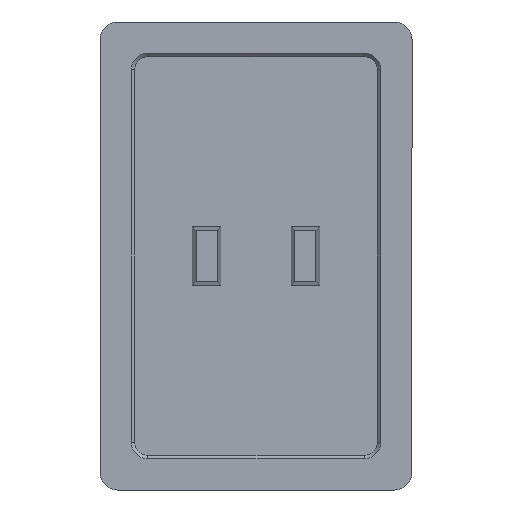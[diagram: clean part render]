
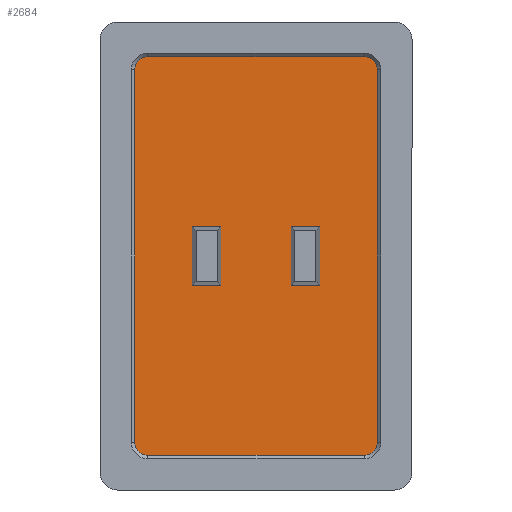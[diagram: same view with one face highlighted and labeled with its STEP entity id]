
A CAD part, front view. The second image highlights one B-rep face of the part: STEP entity #2684.
In plain terms, the highlighted planar face has unit normal (0, -1, 0).
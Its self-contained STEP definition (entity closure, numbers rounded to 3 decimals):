
#39 = VERTEX_POINT ( 'NONE', #1996 ) ;
#47 = ORIENTED_EDGE ( 'NONE', *, *, #2665, .T. ) ;
#50 = DIRECTION ( 'NONE',  ( 0., 0., 1. ) ) ;
#52 = EDGE_CURVE ( 'NONE', #725, #349, #2441, .T. ) ;
#99 = DIRECTION ( 'NONE',  ( -1., 0., 0. ) ) ;
#103 = CARTESIAN_POINT ( 'NONE',  ( 3.675, 1.5, -1.7 ) ) ;
#115 = VERTEX_POINT ( 'NONE', #1819 ) ;
#157 = AXIS2_PLACEMENT_3D ( 'NONE', #1395, #936, #50 ) ;
#191 = LINE ( 'NONE', #2720, #1944 ) ;
#195 = CARTESIAN_POINT ( 'NONE',  ( 3.675, 1.5, -1.7 ) ) ;
#200 = FACE_BOUND ( 'NONE', #2704, .T. ) ;
#219 = ORIENTED_EDGE ( 'NONE', *, *, #1587, .T. ) ;
#228 = AXIS2_PLACEMENT_3D ( 'NONE', #457, #2591, #485 ) ;
#239 = EDGE_CURVE ( 'NONE', #1197, #2519, #1550, .T. ) ;
#243 = LINE ( 'NONE', #2265, #2611 ) ;
#257 = DIRECTION ( 'NONE',  ( 0., 0., -1. ) ) ;
#262 = CARTESIAN_POINT ( 'NONE',  ( 6.25, 1.5, 10.75 ) ) ;
#273 = LINE ( 'NONE', #103, #687 ) ;
#321 = DIRECTION ( 'NONE',  ( 0., 0., 1. ) ) ;
#339 = CARTESIAN_POINT ( 'NONE',  ( 3.675, 1.5, 1.7 ) ) ;
#349 = VERTEX_POINT ( 'NONE', #2931 ) ;
#355 = DIRECTION ( 'NONE',  ( 0., 0., 1. ) ) ;
#357 = VERTEX_POINT ( 'NONE', #1767 ) ;
#379 = CARTESIAN_POINT ( 'NONE',  ( 7., 1.5, 10.75 ) ) ;
#408 = DIRECTION ( 'NONE',  ( -1., 0., 0. ) ) ;
#417 = DIRECTION ( 'NONE',  ( 1., 0., 0. ) ) ;
#441 = CARTESIAN_POINT ( 'NONE',  ( 6.25, 1.5, -11.5 ) ) ;
#457 = CARTESIAN_POINT ( 'NONE',  ( -6.25, 1.5, 10.75 ) ) ;
#484 = ORIENTED_EDGE ( 'NONE', *, *, #814, .F. ) ;
#485 = DIRECTION ( 'NONE',  ( 0., 0., 1. ) ) ;
#520 = CARTESIAN_POINT ( 'NONE',  ( -2.025, 1.5, -1.7 ) ) ;
#590 = CARTESIAN_POINT ( 'NONE',  ( -6.25, 1.5, 11.5 ) ) ;
#599 = ORIENTED_EDGE ( 'NONE', *, *, #239, .T. ) ;
#647 = FACE_BOUND ( 'NONE', #874, .T. ) ;
#676 = CARTESIAN_POINT ( 'NONE',  ( 2.025, 1.5, -1.7 ) ) ;
#687 = VECTOR ( 'NONE', #355, 1000. ) ;
#690 = VERTEX_POINT ( 'NONE', #2386 ) ;
#706 = CARTESIAN_POINT ( 'NONE',  ( 6.25, 1.5, 11.5 ) ) ;
#721 = DIRECTION ( 'NONE',  ( 0., 0., 1. ) ) ;
#725 = VERTEX_POINT ( 'NONE', #2185 ) ;
#750 = CARTESIAN_POINT ( 'NONE',  ( -2.025, 1.5, 1.7 ) ) ;
#751 = EDGE_CURVE ( 'NONE', #2414, #2810, #273, .T. ) ;
#786 = LINE ( 'NONE', #2806, #2244 ) ;
#789 = VECTOR ( 'NONE', #1526, 1000. ) ;
#814 = EDGE_CURVE ( 'NONE', #1864, #2846, #2248, .T. ) ;
#863 = LINE ( 'NONE', #750, #1881 ) ;
#874 = EDGE_LOOP ( 'NONE', ( #484, #1060, #949, #1941 ) ) ;
#906 = ORIENTED_EDGE ( 'NONE', *, *, #751, .F. ) ;
#908 = EDGE_CURVE ( 'NONE', #2810, #1821, #243, .T. ) ;
#922 = VECTOR ( 'NONE', #1622, 1000. ) ;
#933 = VECTOR ( 'NONE', #1481, 1000. ) ;
#936 = DIRECTION ( 'NONE',  ( 0., -1., 0. ) ) ;
#949 = ORIENTED_EDGE ( 'NONE', *, *, #2818, .F. ) ;
#959 = DIRECTION ( 'NONE',  ( 0., 0., 1. ) ) ;
#1033 = ORIENTED_EDGE ( 'NONE', *, *, #908, .F. ) ;
#1060 = ORIENTED_EDGE ( 'NONE', *, *, #2485, .F. ) ;
#1072 = EDGE_CURVE ( 'NONE', #349, #690, #2213, .T. ) ;
#1160 = DIRECTION ( 'NONE',  ( 0., -1., 0. ) ) ;
#1175 = DIRECTION ( 'NONE',  ( 1., 0., 0. ) ) ;
#1197 = VERTEX_POINT ( 'NONE', #1515 ) ;
#1231 = VERTEX_POINT ( 'NONE', #379 ) ;
#1256 = DIRECTION ( 'NONE',  ( -1., 0., 0. ) ) ;
#1268 = CARTESIAN_POINT ( 'NONE',  ( -3.675, 1.5, -1.7 ) ) ;
#1271 = ORIENTED_EDGE ( 'NONE', *, *, #2857, .T. ) ;
#1316 = CARTESIAN_POINT ( 'NONE',  ( -6.25, 1.5, -10.75 ) ) ;
#1321 = EDGE_LOOP ( 'NONE', ( #2262, #2909, #219, #47, #1675, #599, #1271, #2585 ) ) ;
#1395 = CARTESIAN_POINT ( 'NONE',  ( 6.25, 1.5, -10.75 ) ) ;
#1451 = DIRECTION ( 'NONE',  ( 0., 1., 0. ) ) ;
#1467 = CARTESIAN_POINT ( 'NONE',  ( 2.025, 1.5, -1.7 ) ) ;
#1481 = DIRECTION ( 'NONE',  ( 0., 0., 1. ) ) ;
#1499 = LINE ( 'NONE', #676, #1983 ) ;
#1509 = EDGE_CURVE ( 'NONE', #2846, #115, #2239, .T. ) ;
#1515 = CARTESIAN_POINT ( 'NONE',  ( 6.25, 1.5, 11.5 ) ) ;
#1526 = DIRECTION ( 'NONE',  ( 0., 0., -1. ) ) ;
#1550 = LINE ( 'NONE', #706, #2005 ) ;
#1587 = EDGE_CURVE ( 'NONE', #2583, #39, #2887, .T. ) ;
#1607 = CARTESIAN_POINT ( 'NONE',  ( -7., 1.5, 10.75 ) ) ;
#1610 = EDGE_CURVE ( 'NONE', #1231, #1197, #2596, .T. ) ;
#1620 = CARTESIAN_POINT ( 'NONE',  ( 3.675, 1.5, -1.7 ) ) ;
#1622 = DIRECTION ( 'NONE',  ( 1., 0., 0. ) ) ;
#1675 = ORIENTED_EDGE ( 'NONE', *, *, #1610, .T. ) ;
#1767 = CARTESIAN_POINT ( 'NONE',  ( -2.025, 1.5, 1.7 ) ) ;
#1769 = AXIS2_PLACEMENT_3D ( 'NONE', #2159, #1451, #321 ) ;
#1770 = LINE ( 'NONE', #520, #933 ) ;
#1819 = CARTESIAN_POINT ( 'NONE',  ( -2.025, 1.5, -1.7 ) ) ;
#1821 = VERTEX_POINT ( 'NONE', #2809 ) ;
#1823 = EDGE_CURVE ( 'NONE', #690, #2583, #191, .T. ) ;
#1846 = EDGE_CURVE ( 'NONE', #1821, #2941, #1499, .T. ) ;
#1864 = VERTEX_POINT ( 'NONE', #2080 ) ;
#1881 = VECTOR ( 'NONE', #1256, 1000. ) ;
#1889 = LINE ( 'NONE', #195, #2619 ) ;
#1941 = ORIENTED_EDGE ( 'NONE', *, *, #1509, .F. ) ;
#1944 = VECTOR ( 'NONE', #1175, 1000. ) ;
#1983 = VECTOR ( 'NONE', #257, 1000. ) ;
#1994 = AXIS2_PLACEMENT_3D ( 'NONE', #1316, #2475, #2925 ) ;
#1996 = CARTESIAN_POINT ( 'NONE',  ( 7., 1.5, -10.75 ) ) ;
#1997 = CARTESIAN_POINT ( 'NONE',  ( -3.675, 1.5, -1.7 ) ) ;
#2005 = VECTOR ( 'NONE', #99, 1000. ) ;
#2080 = CARTESIAN_POINT ( 'NONE',  ( -3.675, 1.5, 1.7 ) ) ;
#2089 = CARTESIAN_POINT ( 'NONE',  ( -2.025, 1.5, -1.7 ) ) ;
#2138 = PLANE ( 'NONE',  #1769 ) ;
#2159 = CARTESIAN_POINT ( 'NONE',  ( 8., 1.5, 12.5 ) ) ;
#2185 = CARTESIAN_POINT ( 'NONE',  ( -7., 1.5, 10.75 ) ) ;
#2213 = CIRCLE ( 'NONE', #1994, 0.75 ) ;
#2239 = LINE ( 'NONE', #2089, #922 ) ;
#2244 = VECTOR ( 'NONE', #959, 1000. ) ;
#2248 = LINE ( 'NONE', #1997, #789 ) ;
#2256 = ORIENTED_EDGE ( 'NONE', *, *, #2397, .F. ) ;
#2262 = ORIENTED_EDGE ( 'NONE', *, *, #1072, .T. ) ;
#2265 = CARTESIAN_POINT ( 'NONE',  ( 3.675, 1.5, 1.7 ) ) ;
#2306 = ORIENTED_EDGE ( 'NONE', *, *, #1846, .F. ) ;
#2386 = CARTESIAN_POINT ( 'NONE',  ( -6.25, 1.5, -11.5 ) ) ;
#2397 = EDGE_CURVE ( 'NONE', #2941, #2414, #1889, .T. ) ;
#2403 = VECTOR ( 'NONE', #2752, 1000. ) ;
#2414 = VERTEX_POINT ( 'NONE', #1620 ) ;
#2441 = LINE ( 'NONE', #1607, #2403 ) ;
#2475 = DIRECTION ( 'NONE',  ( 0., -1., 0. ) ) ;
#2485 = EDGE_CURVE ( 'NONE', #357, #1864, #863, .T. ) ;
#2519 = VERTEX_POINT ( 'NONE', #590 ) ;
#2583 = VERTEX_POINT ( 'NONE', #441 ) ;
#2585 = ORIENTED_EDGE ( 'NONE', *, *, #52, .T. ) ;
#2591 = DIRECTION ( 'NONE',  ( 0., -1., 0. ) ) ;
#2596 = CIRCLE ( 'NONE', #2610, 0.75 ) ;
#2610 = AXIS2_PLACEMENT_3D ( 'NONE', #262, #1160, #721 ) ;
#2611 = VECTOR ( 'NONE', #408, 1000. ) ;
#2619 = VECTOR ( 'NONE', #417, 1000. ) ;
#2640 = CIRCLE ( 'NONE', #228, 0.75 ) ;
#2665 = EDGE_CURVE ( 'NONE', #39, #1231, #786, .T. ) ;
#2684 = ADVANCED_FACE ( 'NONE', ( #647, #2930, #200 ), #2138, .F. ) ;
#2704 = EDGE_LOOP ( 'NONE', ( #2306, #1033, #906, #2256 ) ) ;
#2720 = CARTESIAN_POINT ( 'NONE',  ( -6.25, 1.5, -11.5 ) ) ;
#2752 = DIRECTION ( 'NONE',  ( 0., 0., -1. ) ) ;
#2806 = CARTESIAN_POINT ( 'NONE',  ( 7., 1.5, -10.75 ) ) ;
#2809 = CARTESIAN_POINT ( 'NONE',  ( 2.025, 1.5, 1.7 ) ) ;
#2810 = VERTEX_POINT ( 'NONE', #339 ) ;
#2818 = EDGE_CURVE ( 'NONE', #115, #357, #1770, .T. ) ;
#2846 = VERTEX_POINT ( 'NONE', #1268 ) ;
#2857 = EDGE_CURVE ( 'NONE', #2519, #725, #2640, .T. ) ;
#2887 = CIRCLE ( 'NONE', #157, 0.75 ) ;
#2909 = ORIENTED_EDGE ( 'NONE', *, *, #1823, .T. ) ;
#2925 = DIRECTION ( 'NONE',  ( 0., 0., 1. ) ) ;
#2930 = FACE_OUTER_BOUND ( 'NONE', #1321, .T. ) ;
#2931 = CARTESIAN_POINT ( 'NONE',  ( -7., 1.5, -10.75 ) ) ;
#2941 = VERTEX_POINT ( 'NONE', #1467 ) ;
